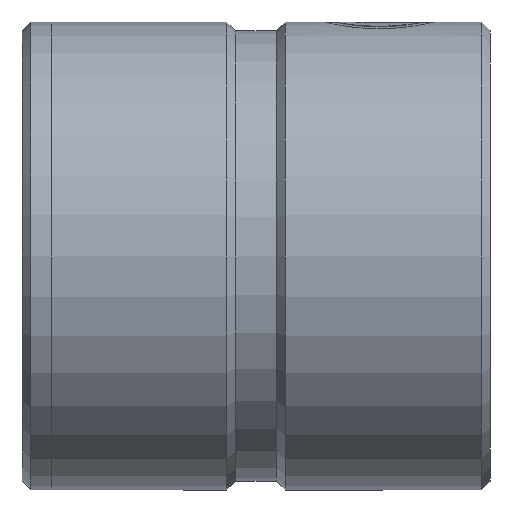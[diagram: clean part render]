
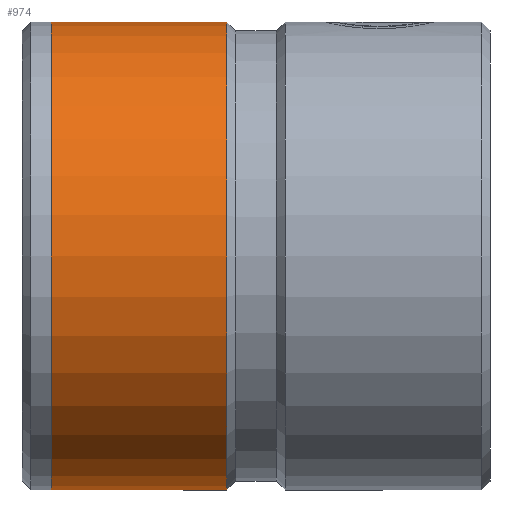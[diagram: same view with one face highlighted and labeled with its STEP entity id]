
A CAD part, left-side view. The second image highlights one B-rep face of the part: STEP entity #974.
In plain terms, the highlighted cylindrical face has radius 40 mm (diameter 80 mm), a partial arc.
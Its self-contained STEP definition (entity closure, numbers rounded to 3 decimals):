
#11 = EDGE_CURVE ( 'NONE', #466, #1368, #1384, .T. ) ;
#50 = DIRECTION ( 'NONE',  ( 0., 0., -1. ) ) ;
#61 = LINE ( 'NONE', #1587, #1320 ) ;
#71 = ORIENTED_EDGE ( 'NONE', *, *, #627, .F. ) ;
#115 = VECTOR ( 'NONE', #355, 1000. ) ;
#234 = EDGE_CURVE ( 'NONE', #1368, #545, #1481, .T. ) ;
#264 = ORIENTED_EDGE ( 'NONE', *, *, #552, .F. ) ;
#311 = DIRECTION ( 'NONE',  ( 0., -1., 0. ) ) ;
#355 = DIRECTION ( 'NONE',  ( 0., -1., 0. ) ) ;
#439 = CARTESIAN_POINT ( 'NONE',  ( 0., 75., 0. ) ) ;
#462 = CIRCLE ( 'NONE', #904, 40. ) ;
#466 = VERTEX_POINT ( 'NONE', #851 ) ;
#518 = AXIS2_PLACEMENT_3D ( 'NONE', #439, #1345, #568 ) ;
#529 = CYLINDRICAL_SURFACE ( 'NONE', #1225, 40. ) ;
#545 = VERTEX_POINT ( 'NONE', #819 ) ;
#552 = EDGE_CURVE ( 'NONE', #1325, #545, #462, .T. ) ;
#568 = DIRECTION ( 'NONE',  ( 0., 0., -1. ) ) ;
#575 = FACE_OUTER_BOUND ( 'NONE', #988, .T. ) ;
#586 = CARTESIAN_POINT ( 'NONE',  ( 0., 0., 0. ) ) ;
#627 = EDGE_CURVE ( 'NONE', #466, #1325, #61, .T. ) ;
#790 = ORIENTED_EDGE ( 'NONE', *, *, #234, .T. ) ;
#796 = DIRECTION ( 'NONE',  ( 0., 0., -1. ) ) ;
#819 = CARTESIAN_POINT ( 'NONE',  ( 0., 45., -40. ) ) ;
#825 = DIRECTION ( 'NONE',  ( 0., -1., 0. ) ) ;
#851 = CARTESIAN_POINT ( 'NONE',  ( 0., 75., 40. ) ) ;
#904 = AXIS2_PLACEMENT_3D ( 'NONE', #1094, #311, #796 ) ;
#974 = ADVANCED_FACE ( 'NONE', ( #575 ), #529, .T. ) ;
#988 = EDGE_LOOP ( 'NONE', ( #71, #1607, #790, #264 ) ) ;
#1068 = DIRECTION ( 'NONE',  ( 0., -1., 0. ) ) ;
#1094 = CARTESIAN_POINT ( 'NONE',  ( 0., 45., 0. ) ) ;
#1225 = AXIS2_PLACEMENT_3D ( 'NONE', #586, #825, #50 ) ;
#1268 = CARTESIAN_POINT ( 'NONE',  ( 0., 0., -40. ) ) ;
#1270 = CARTESIAN_POINT ( 'NONE',  ( 0., 75., -40. ) ) ;
#1320 = VECTOR ( 'NONE', #1068, 1000. ) ;
#1325 = VERTEX_POINT ( 'NONE', #1652 ) ;
#1345 = DIRECTION ( 'NONE',  ( 0., -1., 0. ) ) ;
#1368 = VERTEX_POINT ( 'NONE', #1270 ) ;
#1384 = CIRCLE ( 'NONE', #518, 40. ) ;
#1481 = LINE ( 'NONE', #1268, #115 ) ;
#1587 = CARTESIAN_POINT ( 'NONE',  ( 0., 0., 40. ) ) ;
#1607 = ORIENTED_EDGE ( 'NONE', *, *, #11, .T. ) ;
#1652 = CARTESIAN_POINT ( 'NONE',  ( 0., 45., 40. ) ) ;
